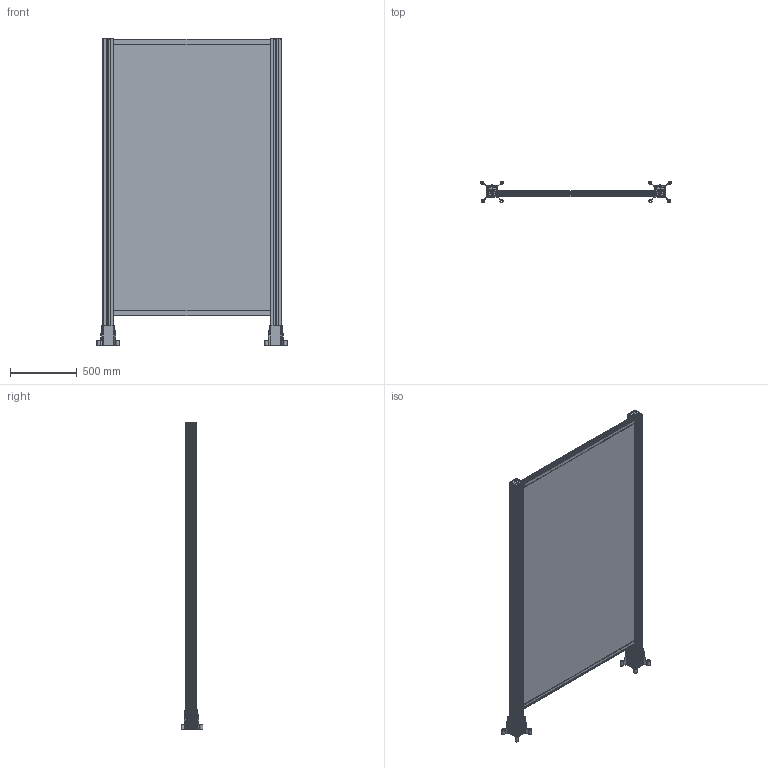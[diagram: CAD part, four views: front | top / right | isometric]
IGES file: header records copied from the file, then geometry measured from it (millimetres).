
Global section: file name: SZ8101N; native system: Autodesk Inventor 2015; preprocessor: unknown; author: Marina Kaa; date: 20151117.103849; units: millimetre
Bounding box: 1431.99 x 163.47 x 2304 mm (x, y, z)
Volume: 17604186.9 mm3; surface area: 14541340.3 mm2
Topology: 5 solids, 7 shells, 4010 faces, 11934 edges, 7822 vertices
Faces by surface type: bspline 4010
